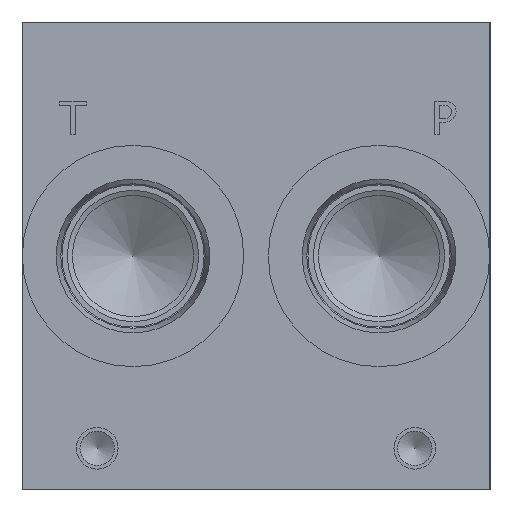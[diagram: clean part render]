
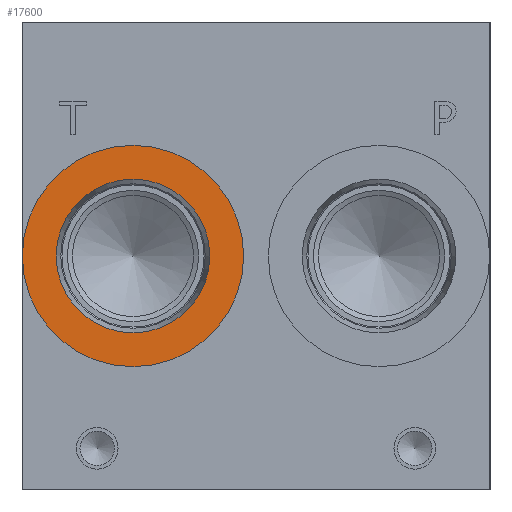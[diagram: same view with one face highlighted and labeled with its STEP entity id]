
A CAD part, left-side view. The second image highlights one B-rep face of the part: STEP entity #17600.
In plain terms, the highlighted planar face has unit normal (-1, 0, 0).
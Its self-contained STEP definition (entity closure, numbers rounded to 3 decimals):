
#625=CIRCLE('',#18491,21.019);
#626=CIRCLE('',#18492,21.019);
#627=CIRCLE('',#18494,14.592);
#628=CIRCLE('',#18495,14.592);
#1485=FACE_BOUND('',#3289,.T.);
#2270=FACE_OUTER_BOUND('',#3288,.T.);
#3288=EDGE_LOOP('',(#14727,#14728));
#3289=EDGE_LOOP('',(#14729,#14730));
#7983=VERTEX_POINT('',#29811);
#7984=VERTEX_POINT('',#29813);
#7985=VERTEX_POINT('',#29817);
#7986=VERTEX_POINT('',#29818);
#10333=EDGE_CURVE('',#7983,#7984,#625,.T.);
#10334=EDGE_CURVE('',#7984,#7983,#626,.T.);
#10335=EDGE_CURVE('',#7985,#7986,#627,.T.);
#10336=EDGE_CURVE('',#7986,#7985,#628,.T.);
#14727=ORIENTED_EDGE('',*,*,#10334,.F.);
#14728=ORIENTED_EDGE('',*,*,#10333,.F.);
#14729=ORIENTED_EDGE('',*,*,#10335,.T.);
#14730=ORIENTED_EDGE('',*,*,#10336,.T.);
#16229=PLANE('',#18493);
#17600=ADVANCED_FACE('',(#2270,#1485),#16229,.F.);
#18491=AXIS2_PLACEMENT_3D('',#29814,#21750,#21751);
#18492=AXIS2_PLACEMENT_3D('',#29815,#21752,#21753);
#18493=AXIS2_PLACEMENT_3D('',#29816,#21754,#21755);
#18494=AXIS2_PLACEMENT_3D('',#29819,#21756,#21757);
#18495=AXIS2_PLACEMENT_3D('',#29820,#21758,#21759);
#21750=DIRECTION('center_axis',(1.,0.,0.));
#21751=DIRECTION('ref_axis',(0.,0.,-1.));
#21752=DIRECTION('center_axis',(1.,0.,0.));
#21753=DIRECTION('ref_axis',(0.,0.,-1.));
#21754=DIRECTION('center_axis',(1.,0.,0.));
#21755=DIRECTION('ref_axis',(0.,0.,-1.));
#21756=DIRECTION('center_axis',(1.,0.,0.));
#21757=DIRECTION('ref_axis',(0.,0.,-1.));
#21758=DIRECTION('center_axis',(1.,0.,0.));
#21759=DIRECTION('ref_axis',(0.,0.,-1.));
#29811=CARTESIAN_POINT('',(0.787,67.818,23.432));
#29813=CARTESIAN_POINT('',(0.787,67.818,65.469));
#29814=CARTESIAN_POINT('Origin',(0.787,67.818,44.45));
#29815=CARTESIAN_POINT('Origin',(0.787,67.818,44.45));
#29816=CARTESIAN_POINT('Origin',(0.787,67.818,59.042));
#29817=CARTESIAN_POINT('',(0.787,67.818,59.042));
#29818=CARTESIAN_POINT('',(0.787,67.818,29.858));
#29819=CARTESIAN_POINT('Origin',(0.787,67.818,44.45));
#29820=CARTESIAN_POINT('Origin',(0.787,67.818,44.45));
